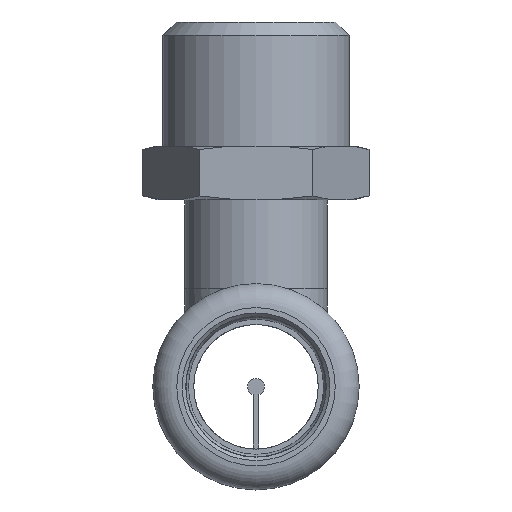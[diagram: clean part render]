
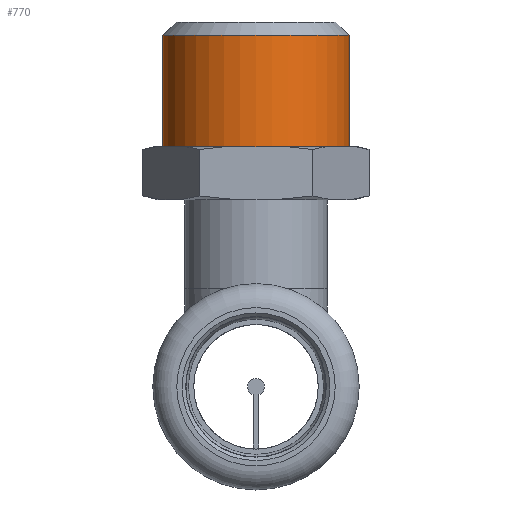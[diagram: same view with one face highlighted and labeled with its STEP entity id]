
A CAD part, left-side view. The second image highlights one B-rep face of the part: STEP entity #770.
In plain terms, the highlighted cylindrical face has radius 10.477 mm (diameter 20.955 mm), a full revolution.
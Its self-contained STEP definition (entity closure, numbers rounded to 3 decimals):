
#176=FACE_BOUND($,#307,.T.);
#225=FACE_OUTER_BOUND($,#306,.T.);
#306=EDGE_LOOP($,(#701));
#307=EDGE_LOOP($,(#702));
#351=CIRCLE($,#861,10.478);
#357=CIRCLE($,#875,10.478);
#423=VERTEX_POINT($,#1484);
#427=VERTEX_POINT($,#1502);
#514=EDGE_CURVE($,#423,#423,#351,.T.);
#520=EDGE_CURVE($,#427,#427,#357,.T.);
#701=ORIENTED_EDGE($,*,*,#514,.T.);
#702=ORIENTED_EDGE($,*,*,#520,.F.);
#719=CYLINDRICAL_SURFACE($,#874,10.478);
#770=ADVANCED_FACE($,(#225,#176),#719,.T.);
#861=AXIS2_PLACEMENT_3D($,#1485,#1068,#1069);
#874=AXIS2_PLACEMENT_3D($,#1501,#1094,#1095);
#875=AXIS2_PLACEMENT_3D($,#1503,#1096,#1097);
#1068=DIRECTION('center_axis',(1.,0.,0.));
#1069=DIRECTION('ref_axis',(0.,1.,0.));
#1094=DIRECTION('center_axis',(1.,0.,0.));
#1095=DIRECTION('ref_axis',(0.,1.,0.));
#1096=DIRECTION('center_axis',(1.,0.,0.));
#1097=DIRECTION('ref_axis',(0.,1.,0.));
#1484=CARTESIAN_POINT('',(16.,10.478,0.));
#1485=CARTESIAN_POINT('Origin',(16.,0.,0.));
#1501=CARTESIAN_POINT('Origin',(22.25,0.,0.));
#1502=CARTESIAN_POINT('',(28.5,10.478,0.));
#1503=CARTESIAN_POINT('Origin',(28.5,0.,0.));
